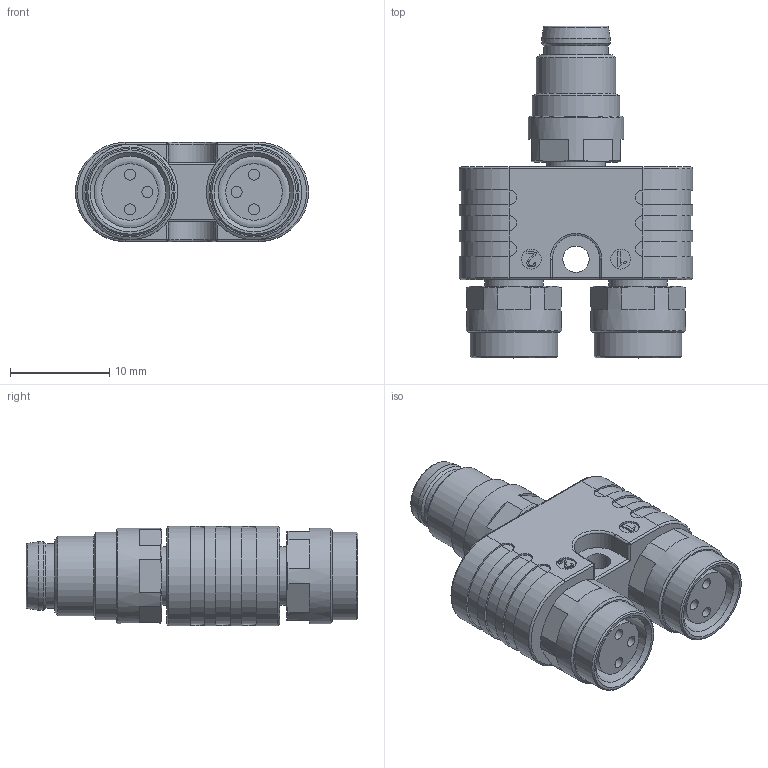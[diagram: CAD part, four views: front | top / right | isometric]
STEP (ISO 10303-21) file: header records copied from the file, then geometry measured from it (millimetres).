
FILE_DESCRIPTION(/* description */ (''),/* implementation_level */ '2;1');
FILE_NAME(/* name */ 'assy2.stp',/* time_stamp */ '2019-11-04T10:41:14+01:00',/* author */ ('ESCHA GmbH & Co. KG'),/* organization */ ('ESCHA GmbH & Co. KG'),/* preprocessor_version */ 'ST-DEVELOPER v16',/* originating_system */ 'SIEMENS PLM Software NX 10.0',/* authorisation */ '');
FILE_SCHEMA (('AUTOMOTIVE_DESIGN { 1 0 10303 214 3 1 1 1 }'));
Length unit declared in the file: millimetre
Products named in the file (1): assy2
Bounding box: 23.5 x 33.45 x 10 mm (x, y, z)
Volume: 3747.1 mm3; surface area: 2740.8 mm2
Topology: 1 solids, 1 shells, 264 faces, 631 edges, 392 vertices
Faces by surface type: plane 115, cylinder 75, cone 29, extrusion 28, torus 10, sphere 7
Full cylindrical faces by diameter (mm): 1 x3, 1.1 x6, 2 x4, 2.65 x1, 5.7 x2, 5.8 x1, 5.9 x3, 6.5 x1, 6.9 x1, 7.2 x2, 8 x1, 8.8 x3, 9.6 x3
Entity records: 7418 total; most frequent: CARTESIAN_POINT 1747, DIRECTION 1140, ORIENTED_EDGE 1104, EDGE_CURVE 552, AXIS2_PLACEMENT_3D 451, VERTEX_POINT 366, EDGE_LOOP 342, ADVANCED_FACE 264
